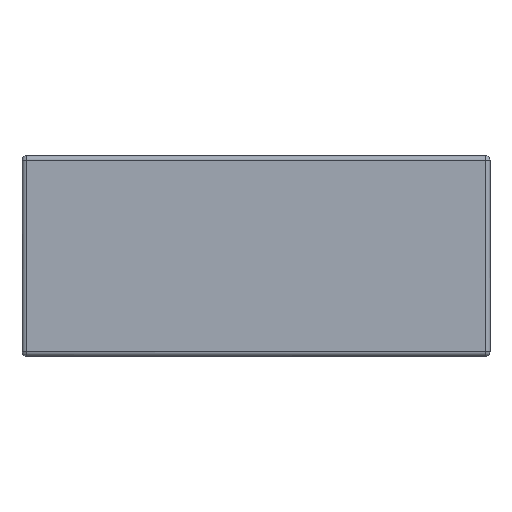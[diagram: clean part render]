
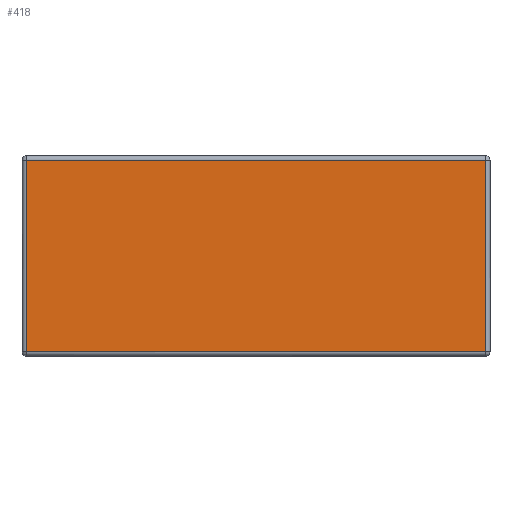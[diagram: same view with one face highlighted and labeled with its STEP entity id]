
A CAD part, top view. The second image highlights one B-rep face of the part: STEP entity #418.
In plain terms, the highlighted planar face has unit normal (0, 0, 1).
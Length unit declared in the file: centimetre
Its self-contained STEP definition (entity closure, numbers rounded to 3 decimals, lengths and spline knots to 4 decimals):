
#418=ADVANCED_FACE('',(#566),#2268,.T.);
#566=FACE_OUTER_BOUND('',#714,.T.);
#714=EDGE_LOOP('',(#1319,#1320,#1321,#1322));
#1319=ORIENTED_EDGE('',*,*,#1667,.T.);
#1320=ORIENTED_EDGE('',*,*,#1668,.T.);
#1321=ORIENTED_EDGE('',*,*,#1669,.T.);
#1322=ORIENTED_EDGE('',*,*,#1670,.T.);
#1667=EDGE_CURVE('',#2163,#2164,#1959,.T.);
#1668=EDGE_CURVE('',#2164,#2165,#1960,.T.);
#1669=EDGE_CURVE('',#2165,#2166,#1961,.T.);
#1670=EDGE_CURVE('',#2166,#2163,#1962,.T.);
#1959=B_SPLINE_CURVE_WITH_KNOTS('',1,(#4288,#4289),.UNSPECIFIED.,.F.,.F.,
(2,2),(20.,2116.3423),.UNSPECIFIED.);
#1960=B_SPLINE_CURVE_WITH_KNOTS('',1,(#4290,#4291),.UNSPECIFIED.,.F.,.F.,
(2,2),(20.,894.4),.UNSPECIFIED.);
#1961=B_SPLINE_CURVE_WITH_KNOTS('',1,(#4292,#4293),.UNSPECIFIED.,.F.,.F.,
(2,2),(20.,2116.3423),.UNSPECIFIED.);
#1962=B_SPLINE_CURVE_WITH_KNOTS('',1,(#4294,#4295),.UNSPECIFIED.,.F.,.F.,
(2,2),(20.,894.4),.UNSPECIFIED.);
#2163=VERTEX_POINT('',#4252);
#2164=VERTEX_POINT('',#4253);
#2165=VERTEX_POINT('',#4254);
#2166=VERTEX_POINT('',#4255);
#2268=PLANE('',#2441);
#2441=AXIS2_PLACEMENT_3D('',#4167,#2587,$);
#2587=DIRECTION('',(0.,0.,1.));
#4167=CARTESIAN_POINT('',(-36.8829,-20.32,72.0725));
#4252=CARTESIAN_POINT('',(174.7513,69.12,72.0725));
#4253=CARTESIAN_POINT('',(-34.8829,69.12,72.0725));
#4254=CARTESIAN_POINT('',(-34.8829,-18.32,72.0725));
#4255=CARTESIAN_POINT('',(174.7513,-18.32,72.0725));
#4288=CARTESIAN_POINT('',(174.7513,69.12,72.0725));
#4289=CARTESIAN_POINT('',(-34.8829,69.12,72.0725));
#4290=CARTESIAN_POINT('',(-34.8829,69.12,72.0725));
#4291=CARTESIAN_POINT('',(-34.8829,-18.32,72.0725));
#4292=CARTESIAN_POINT('',(-34.8829,-18.32,72.0725));
#4293=CARTESIAN_POINT('',(174.7513,-18.32,72.0725));
#4294=CARTESIAN_POINT('',(174.7513,-18.32,72.0725));
#4295=CARTESIAN_POINT('',(174.7513,69.12,72.0725));
